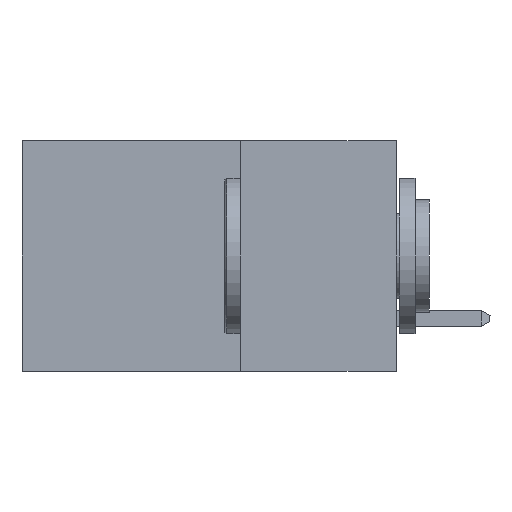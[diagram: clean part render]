
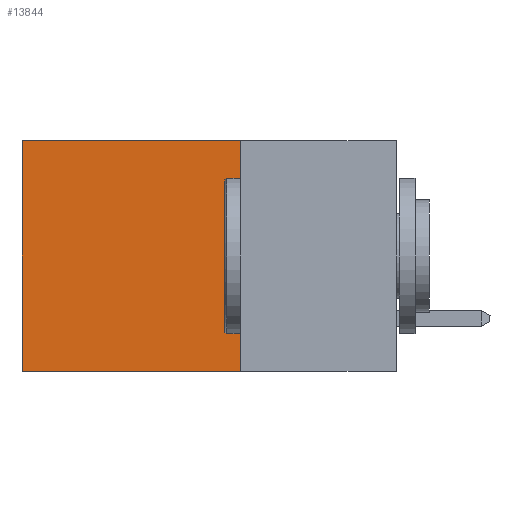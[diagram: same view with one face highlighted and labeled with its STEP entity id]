
A CAD part, left-side view. The second image highlights one B-rep face of the part: STEP entity #13844.
In plain terms, the highlighted planar face has unit normal (-1, 0, 0).
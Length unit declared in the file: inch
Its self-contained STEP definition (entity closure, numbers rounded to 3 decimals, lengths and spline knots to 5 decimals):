
#116 = LINE ( 'NONE', #2931, #10229 ) ;
#254 = ORIENTED_EDGE ( 'NONE', *, *, #20273, .F. ) ;
#334 = VECTOR ( 'NONE', #17326, 39.37008 ) ;
#1585 = AXIS2_PLACEMENT_3D ( 'NONE', #15636, #10797, #13970 ) ;
#2568 = EDGE_CURVE ( 'NONE', #7501, #14533, #116, .T. ) ;
#2931 = CARTESIAN_POINT ( 'NONE',  ( 0.298, 0.25, 0. ) ) ;
#3146 = EDGE_CURVE ( 'NONE', #15610, #13891, #12956, .T. ) ;
#5901 = ORIENTED_EDGE ( 'NONE', *, *, #2568, .F. ) ;
#6068 = CARTESIAN_POINT ( 'NONE',  ( 0.298, 0.6, -0.37 ) ) ;
#6195 = PLANE ( 'NONE',  #1585 ) ;
#6225 = EDGE_CURVE ( 'NONE', #7501, #15610, #19581, .T. ) ;
#6544 = LINE ( 'NONE', #12224, #8359 ) ;
#7501 = VERTEX_POINT ( 'NONE', #11878 ) ;
#7719 = CARTESIAN_POINT ( 'NONE',  ( 0.298, 0.25, 0. ) ) ;
#7987 = CARTESIAN_POINT ( 'NONE',  ( 0.298, 0.25, -0.37 ) ) ;
#8359 = VECTOR ( 'NONE', #15225, 39.37008 ) ;
#9261 = DIRECTION ( 'NONE',  ( 0., 1., 0. ) ) ;
#10229 = VECTOR ( 'NONE', #18948, 39.37008 ) ;
#10797 = DIRECTION ( 'NONE',  ( 1., 0., 0. ) ) ;
#11878 = CARTESIAN_POINT ( 'NONE',  ( 0.298, 0.25, 0. ) ) ;
#12026 = ORIENTED_EDGE ( 'NONE', *, *, #6225, .T. ) ;
#12224 = CARTESIAN_POINT ( 'NONE',  ( 0.298, 0.25, -0.37 ) ) ;
#12956 = LINE ( 'NONE', #15718, #334 ) ;
#13844 = ADVANCED_FACE ( 'NONE', ( #14270 ), #6195, .F. ) ;
#13891 = VERTEX_POINT ( 'NONE', #6068 ) ;
#13970 = DIRECTION ( 'NONE',  ( 0., 0., -1. ) ) ;
#14270 = FACE_OUTER_BOUND ( 'NONE', #15903, .T. ) ;
#14533 = VERTEX_POINT ( 'NONE', #7987 ) ;
#15225 = DIRECTION ( 'NONE',  ( 0., 1., 0. ) ) ;
#15610 = VERTEX_POINT ( 'NONE', #18954 ) ;
#15636 = CARTESIAN_POINT ( 'NONE',  ( 0.298, 0.25, 0. ) ) ;
#15718 = CARTESIAN_POINT ( 'NONE',  ( 0.298, 0.6, 0. ) ) ;
#15903 = EDGE_LOOP ( 'NONE', ( #17614, #254, #5901, #12026 ) ) ;
#17326 = DIRECTION ( 'NONE',  ( 0., 0., -1. ) ) ;
#17614 = ORIENTED_EDGE ( 'NONE', *, *, #3146, .T. ) ;
#18948 = DIRECTION ( 'NONE',  ( 0., 0., -1. ) ) ;
#18954 = CARTESIAN_POINT ( 'NONE',  ( 0.298, 0.6, 0. ) ) ;
#19581 = LINE ( 'NONE', #7719, #20127 ) ;
#20127 = VECTOR ( 'NONE', #9261, 39.37008 ) ;
#20273 = EDGE_CURVE ( 'NONE', #14533, #13891, #6544, .T. ) ;
